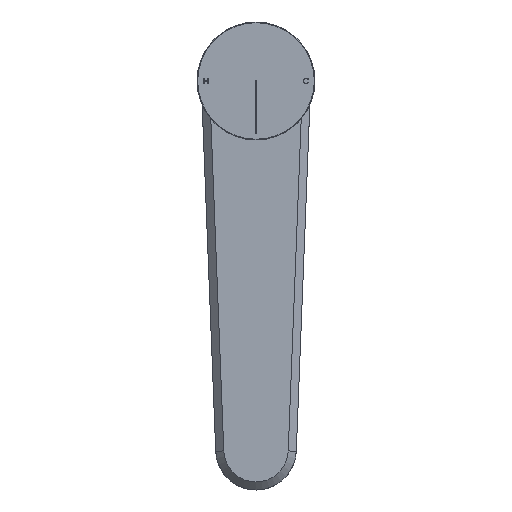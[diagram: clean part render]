
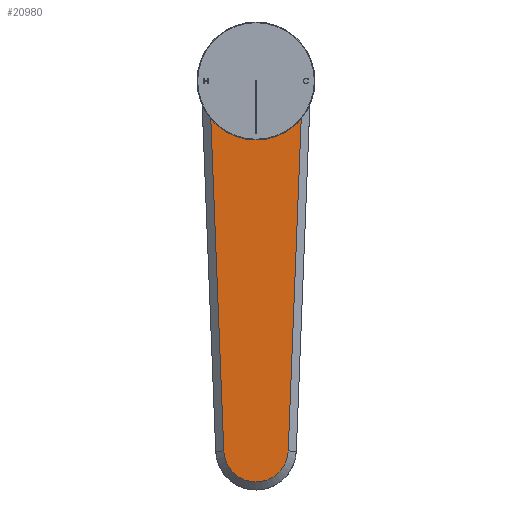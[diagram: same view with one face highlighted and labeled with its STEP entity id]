
A CAD part, top view. The second image highlights one B-rep face of the part: STEP entity #20980.
In plain terms, the highlighted planar face has unit normal (0, 0, 1).
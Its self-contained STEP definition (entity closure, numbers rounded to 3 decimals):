
#647=CARTESIAN_POINT('',(0.,-160.,224.5));
#648=DIRECTION('',(0.,0.,-1.));
#649=DIRECTION('',(0.999,-0.039,0.));
#650=AXIS2_PLACEMENT_3D('',#647,#648,#649);
#652=DIRECTION('',(-0.039,0.999,0.));
#653=VECTOR('',#652,159.928);
#654=CARTESIAN_POINT('',(-13.989,-160.547,224.5));
#655=LINE('',#654,#653);
#656=CARTESIAN_POINT('',(0.,0.05,224.5));
#657=DIRECTION('',(0.,0.,-1.));
#658=DIRECTION('',(-0.999,-0.039,0.));
#659=AXIS2_PLACEMENT_3D('',#656,#657,#658);
#661=DIRECTION('',(-0.039,-0.999,0.));
#662=VECTOR('',#661,159.928);
#663=CARTESIAN_POINT('',(20.235,-0.741,224.5));
#664=LINE('',#663,#662);
#665=CARTESIAN_POINT('',(0.,0.,224.5));
#666=DIRECTION('',(0.,0.,1.));
#667=DIRECTION('',(0.,-1.,0.));
#668=AXIS2_PLACEMENT_3D('',#665,#666,#667);
#670=CARTESIAN_POINT('',(0.,0.,224.5));
#671=DIRECTION('',(0.,0.,1.));
#672=DIRECTION('',(0.,1.,0.));
#673=AXIS2_PLACEMENT_3D('',#670,#671,#672);
#16748=CARTESIAN_POINT('',(13.989,-160.547,224.5));
#16749=CARTESIAN_POINT('',(-13.989,-160.547,224.5));
#16750=VERTEX_POINT('',#16748);
#16751=VERTEX_POINT('',#16749);
#16754=CARTESIAN_POINT('',(-20.235,-0.741,224.5));
#16755=VERTEX_POINT('',#16754);
#16758=CARTESIAN_POINT('',(20.235,-0.741,224.5));
#16759=VERTEX_POINT('',#16758);
#19617=CARTESIAN_POINT('',(0.,-16.05,224.5));
#19618=CARTESIAN_POINT('',(0.,16.05,224.5));
#19619=VERTEX_POINT('',#19617);
#19620=VERTEX_POINT('',#19618);
#20961=CARTESIAN_POINT('',(0.,0.,224.5));
#20962=DIRECTION('',(0.,0.,1.));
#20963=DIRECTION('',(0.,1.,0.));
#20964=AXIS2_PLACEMENT_3D('',#20961,#20962,#20963);
#20965=PLANE('',#20964);
#20967=ORIENTED_EDGE('',*,*,#20966,.T.);
#20969=ORIENTED_EDGE('',*,*,#20968,.T.);
#20971=ORIENTED_EDGE('',*,*,#20970,.T.);
#20973=ORIENTED_EDGE('',*,*,#20972,.T.);
#20974=EDGE_LOOP('',(#20967,#20969,#20971,#20973));
#20975=FACE_OUTER_BOUND('',#20974,.F.);
#20976=ORIENTED_EDGE('',*,*,#20941,.T.);
#20977=ORIENTED_EDGE('',*,*,#20955,.T.);
#20978=EDGE_LOOP('',(#20976,#20977));
#20979=FACE_BOUND('',#20978,.F.);
#651=CIRCLE('',#650,14.);
#660=CIRCLE('',#659,20.25);
#669=CIRCLE('',#668,16.05);
#674=CIRCLE('',#673,16.05);
#20941=EDGE_CURVE('',#19619,#19620,#669,.T.);
#20955=EDGE_CURVE('',#19620,#19619,#674,.T.);
#20966=EDGE_CURVE('',#16750,#16751,#651,.T.);
#20968=EDGE_CURVE('',#16751,#16755,#655,.T.);
#20970=EDGE_CURVE('',#16755,#16759,#660,.T.);
#20972=EDGE_CURVE('',#16759,#16750,#664,.T.);
#20980=ADVANCED_FACE('',(#20975,#20979),#20965,.T.);
